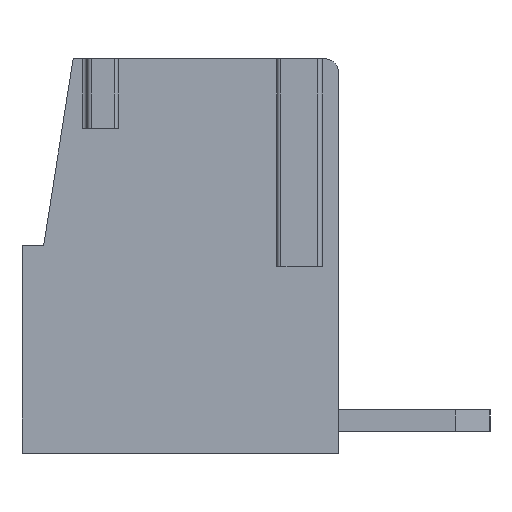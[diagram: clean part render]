
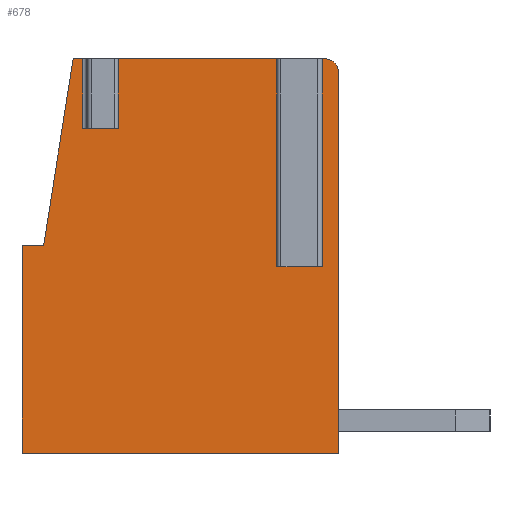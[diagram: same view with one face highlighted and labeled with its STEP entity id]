
A CAD part, left-side view. The second image highlights one B-rep face of the part: STEP entity #678.
In plain terms, the highlighted planar face has unit normal (-1, 0, 0).
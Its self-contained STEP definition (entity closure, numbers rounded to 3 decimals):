
#678 = ADVANCED_FACE( 'F386', ( #1340 ), #1341, .F. );
#1340 = FACE_OUTER_BOUND( '', #1998, .T. );
#1341 = PLANE( '', #1999 );
#1998 = EDGE_LOOP( '', ( #3907, #3908, #3909, #3910, #3911, #3912, #3913, #3914, #3915, #3916, #3917, #3918, #3919, #3920, #3921 ) );
#1999 = AXIS2_PLACEMENT_3D( '', #3922, #3923, #3924 );
#3907 = ORIENTED_EDGE( '', *, *, #4479, .F. );
#3908 = ORIENTED_EDGE( '', *, *, #4825, .F. );
#3909 = ORIENTED_EDGE( '', *, *, #4789, .F. );
#3910 = ORIENTED_EDGE( '', *, *, #4875, .F. );
#3911 = ORIENTED_EDGE( '', *, *, #4322, .F. );
#3912 = ORIENTED_EDGE( '', *, *, #4367, .F. );
#3913 = ORIENTED_EDGE( '', *, *, #4578, .F. );
#3914 = ORIENTED_EDGE( '', *, *, #4890, .F. );
#3915 = ORIENTED_EDGE( '', *, *, #4832, .F. );
#3916 = ORIENTED_EDGE( '', *, *, #4894, .T. );
#3917 = ORIENTED_EDGE( '', *, *, #4527, .T. );
#3918 = ORIENTED_EDGE( '', *, *, #4895, .F. );
#3919 = ORIENTED_EDGE( '', *, *, #4827, .F. );
#3920 = ORIENTED_EDGE( '', *, *, #4426, .T. );
#3921 = ORIENTED_EDGE( '', *, *, #4672, .T. );
#3922 = CARTESIAN_POINT( '', ( -1.75, -3.5, 0. ) );
#3923 = DIRECTION( '', ( 1., 0., 0. ) );
#3924 = DIRECTION( '', ( 0., 1., 0. ) );
#4322 = EDGE_CURVE( '', #5294, #5282, #5296, .T. );
#4367 = EDGE_CURVE( '', #5367, #5294, #5369, .T. );
#4426 = EDGE_CURVE( '', #5463, #5464, #5465, .T. );
#4479 = EDGE_CURVE( '', #5545, #5546, #5547, .T. );
#4527 = EDGE_CURVE( '', #5623, #5620, #5624, .T. );
#4578 = EDGE_CURVE( '', #5698, #5367, #5700, .T. );
#4672 = EDGE_CURVE( '', #5464, #5546, #5834, .T. );
#4789 = EDGE_CURVE( '', #5980, #5978, #5982, .T. );
#4825 = EDGE_CURVE( '', #5978, #5545, #6020, .T. );
#4827 = EDGE_CURVE( '', #5463, #6022, #6023, .T. );
#4832 = EDGE_CURVE( '', #6029, #6031, #6032, .T. );
#4875 = EDGE_CURVE( '', #5282, #5980, #6076, .T. );
#4890 = EDGE_CURVE( '', #6031, #5698, #6091, .T. );
#4894 = EDGE_CURVE( '', #6029, #5623, #6095, .T. );
#4895 = EDGE_CURVE( '', #6022, #5620, #6096, .T. );
#5282 = VERTEX_POINT( '', #6641 );
#5294 = VERTEX_POINT( '', #6659 );
#5296 = LINE( '', #6662, #6663 );
#5367 = VERTEX_POINT( '', #6763 );
#5369 = LINE( '', #6766, #6767 );
#5463 = VERTEX_POINT( '', #6910 );
#5464 = VERTEX_POINT( '', #6911 );
#5465 = LINE( '', #6912, #6913 );
#5545 = VERTEX_POINT( '', #7031 );
#5546 = VERTEX_POINT( '', #7032 );
#5547 = LINE( '', #7033, #7034 );
#5620 = VERTEX_POINT( '', #7130 );
#5623 = VERTEX_POINT( '', #7133 );
#5624 = LINE( '', #7134, #7135 );
#5698 = VERTEX_POINT( '', #7234 );
#5700 = LINE( '', #7237, #7238 );
#5834 = LINE( '', #7437, #7438 );
#5978 = VERTEX_POINT( '', #7657 );
#5980 = VERTEX_POINT( '', #7660 );
#5982 = LINE( '', #7663, #7664 );
#6020 = LINE( '', #7723, #7724 );
#6022 = VERTEX_POINT( '', #7726 );
#6023 = LINE( '', #7727, #7728 );
#6029 = VERTEX_POINT( '', #7735 );
#6031 = VERTEX_POINT( '', #7737 );
#6032 = LINE( '', #7738, #7739 );
#6076 = LINE( '', #7800, #7801 );
#6091 = CIRCLE( '', #7820, 0.3 );
#6095 = LINE( '', #7825, #7826 );
#6096 = LINE( '', #7827, #7828 );
#6641 = CARTESIAN_POINT( '', ( -1.75, 0., 4.8 ) );
#6659 = CARTESIAN_POINT( '', ( -1.75, 0., 0. ) );
#6662 = CARTESIAN_POINT( '', ( -1.75, 0., 0. ) );
#6663 = VECTOR( '', #8057, 1000. );
#6763 = CARTESIAN_POINT( '', ( -1.75, -7.3, 0. ) );
#6766 = CARTESIAN_POINT( '', ( -1.75, -3.5, 0. ) );
#6767 = VECTOR( '', #8100, 1000. );
#6910 = CARTESIAN_POINT( '', ( -1.75, -2.127, 9.1 ) );
#6911 = CARTESIAN_POINT( '', ( -1.75, -2.127, 7.5 ) );
#6912 = CARTESIAN_POINT( '', ( -1.75, -2.127, 0. ) );
#6913 = VECTOR( '', #8153, 1000. );
#7031 = CARTESIAN_POINT( '', ( -1.75, -1.4, 9.1 ) );
#7032 = CARTESIAN_POINT( '', ( -1.75, -1.4, 7.5 ) );
#7033 = CARTESIAN_POINT( '', ( -1.75, -1.4, 0. ) );
#7034 = VECTOR( '', #8201, 1000. );
#7130 = CARTESIAN_POINT( '', ( -1.75, -5.973, 4.3 ) );
#7133 = CARTESIAN_POINT( '', ( -1.75, -6.827, 4.3 ) );
#7134 = CARTESIAN_POINT( '', ( -1.75, -3.5, 4.3 ) );
#7135 = VECTOR( '', #8270, 1000. );
#7234 = CARTESIAN_POINT( '', ( -1.75, -7.3, 8.8 ) );
#7237 = CARTESIAN_POINT( '', ( -1.75, -7.3, 0. ) );
#7238 = VECTOR( '', #8330, 1000. );
#7437 = CARTESIAN_POINT( '', ( -1.75, -3.5, 7.5 ) );
#7438 = VECTOR( '', #8414, 1000. );
#7657 = CARTESIAN_POINT( '', ( -1.75, -1.181, 9.1 ) );
#7660 = CARTESIAN_POINT( '', ( -1.75, -0.5, 4.8 ) );
#7663 = CARTESIAN_POINT( '', ( -1.75, 0.168, 0.581 ) );
#7664 = VECTOR( '', #8507, 1000. );
#7723 = CARTESIAN_POINT( '', ( -1.75, -3.5, 9.1 ) );
#7724 = VECTOR( '', #8529, 1000. );
#7726 = CARTESIAN_POINT( '', ( -1.75, -5.973, 9.1 ) );
#7727 = CARTESIAN_POINT( '', ( -1.75, -3.5, 9.1 ) );
#7728 = VECTOR( '', #8533, 1000. );
#7735 = CARTESIAN_POINT( '', ( -1.75, -6.827, 9.1 ) );
#7737 = CARTESIAN_POINT( '', ( -1.75, -7., 9.1 ) );
#7738 = CARTESIAN_POINT( '', ( -1.75, -3.5, 9.1 ) );
#7739 = VECTOR( '', #8544, 1000. );
#7800 = CARTESIAN_POINT( '', ( -1.75, -3.5, 4.8 ) );
#7801 = VECTOR( '', #8562, 1000. );
#7820 = AXIS2_PLACEMENT_3D( '', #8567, #8568, #8569 );
#7825 = CARTESIAN_POINT( '', ( -1.75, -6.827, 0. ) );
#7826 = VECTOR( '', #8571, 1000. );
#7827 = CARTESIAN_POINT( '', ( -1.75, -5.973, 0. ) );
#7828 = VECTOR( '', #8572, 1000. );
#8057 = DIRECTION( '', ( 0., 0., 1. ) );
#8100 = DIRECTION( '', ( 0., 1., 0. ) );
#8153 = DIRECTION( '', ( 0., 0., -1. ) );
#8201 = DIRECTION( '', ( 0., 0., -1. ) );
#8270 = DIRECTION( '', ( 0., 1., 0. ) );
#8330 = DIRECTION( '', ( 0., 0., -1. ) );
#8414 = DIRECTION( '', ( 0., 1., 0. ) );
#8507 = DIRECTION( '', ( 0., -0.156, 0.988 ) );
#8529 = DIRECTION( '', ( 0., -1., 0. ) );
#8533 = DIRECTION( '', ( 0., -1., 0. ) );
#8544 = DIRECTION( '', ( 0., -1., 0. ) );
#8562 = DIRECTION( '', ( 0., -1., 0. ) );
#8567 = CARTESIAN_POINT( '', ( -1.75, -7., 8.8 ) );
#8568 = DIRECTION( '', ( 1., 0., 0. ) );
#8569 = DIRECTION( '', ( 0., -1., 0. ) );
#8571 = DIRECTION( '', ( 0., 0., -1. ) );
#8572 = DIRECTION( '', ( 0., 0., -1. ) );
